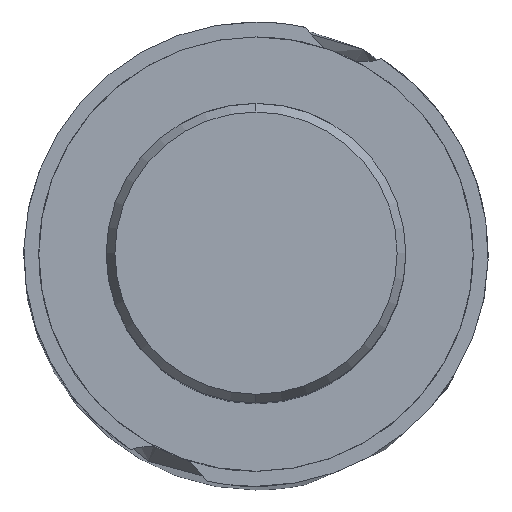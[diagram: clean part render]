
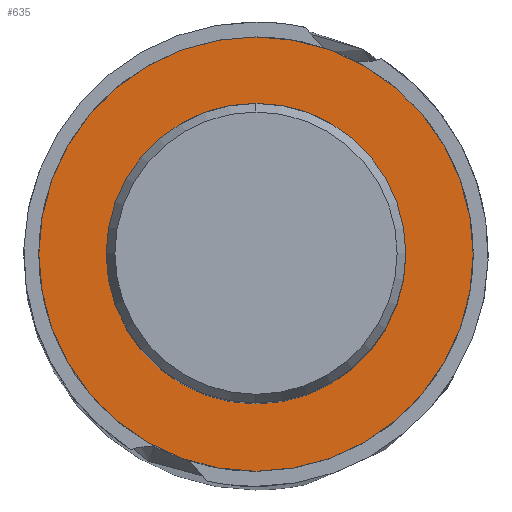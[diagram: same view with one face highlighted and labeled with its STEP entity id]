
A CAD part, top view. The second image highlights one B-rep face of the part: STEP entity #635.
In plain terms, the highlighted planar face has unit normal (0, 0, 1).
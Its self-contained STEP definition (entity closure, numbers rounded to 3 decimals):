
#397=VERTEX_POINT('',#1159);
#429=VERTEX_POINT('',#1195);
#635=ADVANCED_FACE('',(#1418,#1419),#1420,.T.);
#749=EDGE_CURVE('',#397,#907,#1545,.T.);
#785=VERTEX_POINT('',#1586);
#837=EDGE_CURVE('',#429,#785,#1641,.T.);
#907=VERTEX_POINT('',#1722);
#1047=EDGE_CURVE('',#907,#397,#1872,.T.);
#1089=EDGE_CURVE('',#785,#429,#1917,.T.);
#1159=CARTESIAN_POINT('',(0.0,29.0,-70.0));
#1195=CARTESIAN_POINT('',(0.,-20.0,-70.0));
#1418=FACE_BOUND('',#2681,.T.);
#1419=FACE_OUTER_BOUND('',#2682,.T.);
#1420=PLANE('',#2683);
#1545=CIRCLE('',#3310,29.0);
#1586=CARTESIAN_POINT('',(0.0,20.0,-70.0));
#1641=CIRCLE('',#3600,20.0);
#1722=CARTESIAN_POINT('',(0.,-29.0,-70.0));
#1872=CIRCLE('',#5122,29.0);
#1917=CIRCLE('',#5239,20.0);
#2681=EDGE_LOOP('',(#5651,#5652));
#2682=EDGE_LOOP('',(#5653,#5654));
#2683=AXIS2_PLACEMENT_3D('',#5655,#5656,#5657);
#3310=AXIS2_PLACEMENT_3D('',#5782,#5783,#5784);
#3600=AXIS2_PLACEMENT_3D('',#5900,#5901,#5902);
#5122=AXIS2_PLACEMENT_3D('',#6153,#6154,#6155);
#5239=AXIS2_PLACEMENT_3D('',#6200,#6201,#6202);
#5651=ORIENTED_EDGE('',*,*,#1089,.T.);
#5652=ORIENTED_EDGE('',*,*,#837,.T.);
#5653=ORIENTED_EDGE('',*,*,#749,.F.);
#5654=ORIENTED_EDGE('',*,*,#1047,.F.);
#5655=CARTESIAN_POINT('',(0.0,14.5,-70.0));
#5656=DIRECTION('',(-0.0,0.0,1.0));
#5657=DIRECTION('',(0.0,-1.0,0.0));
#5782=CARTESIAN_POINT('',(0.0,0.0,-70.0));
#5783=DIRECTION('',(0.0,0.0,-1.0));
#5784=DIRECTION('',(0.0,1.0,0.0));
#5900=CARTESIAN_POINT('',(0.0,0.0,-70.0));
#5901=DIRECTION('',(-0.0,0.0,-1.0));
#5902=DIRECTION('',(0.0,1.0,0.0));
#6153=CARTESIAN_POINT('',(0.0,0.0,-70.0));
#6154=DIRECTION('',(0.0,0.0,-1.0));
#6155=DIRECTION('',(0.0,1.0,0.0));
#6200=CARTESIAN_POINT('',(0.0,0.0,-70.0));
#6201=DIRECTION('',(-0.0,0.0,-1.0));
#6202=DIRECTION('',(0.0,1.0,0.0));
